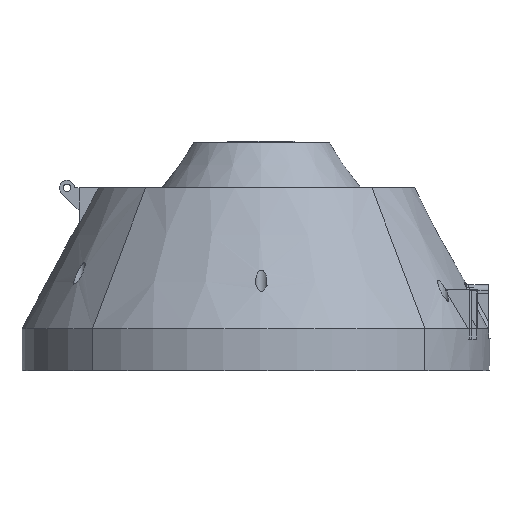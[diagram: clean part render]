
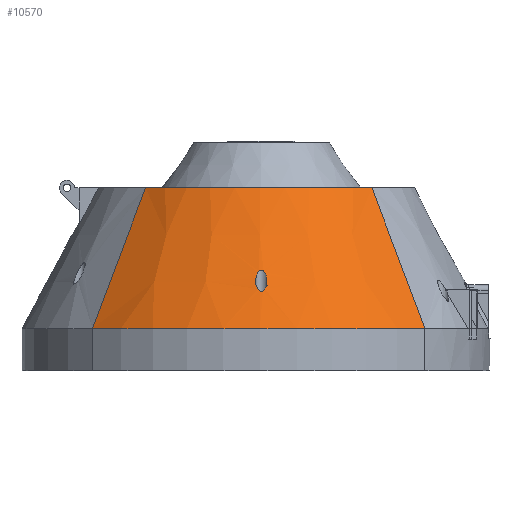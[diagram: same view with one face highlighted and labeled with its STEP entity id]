
A CAD part, left-side view. The second image highlights one B-rep face of the part: STEP entity #10570.
In plain terms, the highlighted conical face has half-angle 28.072 degrees and reference radius 130.619 mm.
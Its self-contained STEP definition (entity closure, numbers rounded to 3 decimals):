
#67=CONICAL_SURFACE('',#11575,130.619,0.49);
#97=(
BOUNDED_CURVE()
B_SPLINE_CURVE(2,(#18480,#18481,#18482),.UNSPECIFIED.,.F.,.F.)
B_SPLINE_CURVE_WITH_KNOTS((3,3),(0.,10.605),.UNSPECIFIED.)
CURVE()
GEOMETRIC_REPRESENTATION_ITEM()
RATIONAL_B_SPLINE_CURVE((1.,1.019,1.))
REPRESENTATION_ITEM('')
);
#100=(
BOUNDED_CURVE()
B_SPLINE_CURVE(2,(#18493,#18494,#18495),.UNSPECIFIED.,.F.,.F.)
B_SPLINE_CURVE_WITH_KNOTS((3,3),(0.,10.605),
 .UNSPECIFIED.)
CURVE()
GEOMETRIC_REPRESENTATION_ITEM()
RATIONAL_B_SPLINE_CURVE((1.,1.019,1.))
REPRESENTATION_ITEM('')
);
#258=B_SPLINE_CURVE_WITH_KNOTS('',3,(#18498,#18499,#18500,#18501,#18502,
#18503,#18504,#18505,#18506,#18507,#18508,#18509,#18510,#18511),
 .UNSPECIFIED.,.F.,.F.,(4,2,2,2,2,2,4),(-1.839,-1.522,
-1.217,-1.056,-0.961,-0.893,
-0.852),.UNSPECIFIED.);
#259=B_SPLINE_CURVE_WITH_KNOTS('',3,(#18512,#18513,#18514,#18515,#18516,
#18517,#18518,#18519,#18520,#18521,#18522,#18523,#18524,#18525,#18526,#18527,
#18528,#18529,#18530,#18531,#18532,#18533,#18534,#18535,#18536,#18537,#18538,
#18539,#18540,#18541,#18542,#18543,#18544),.UNSPECIFIED.,.F.,.F.,(4,2,2,
2,2,3,2,2,2,2,2,2,2,2,2,4),(-0.852,-0.826,-0.748,
-0.632,-0.413,0.107,0.278,
0.556,0.781,0.847,0.914,
0.98,1.047,1.272,1.55,1.721),
 .UNSPECIFIED.);
#488=FACE_BOUND('',#1916,.T.);
#1240=FACE_OUTER_BOUND('',#1915,.T.);
#1915=EDGE_LOOP('',(#9103,#9104,#9105,#9106));
#1916=EDGE_LOOP('',(#9107,#9108));
#4135=CIRCLE('',#11570,155.571);
#4137=CIRCLE('',#11574,105.667);
#5054=VERTEX_POINT('',#18470);
#5055=VERTEX_POINT('',#18472);
#5057=VERTEX_POINT('',#18479);
#5058=VERTEX_POINT('',#18487);
#5059=VERTEX_POINT('',#18496);
#5060=VERTEX_POINT('',#18497);
#6450=EDGE_CURVE('',#5054,#5055,#4135,.T.);
#6454=EDGE_CURVE('',#5057,#5055,#97,.T.);
#6456=EDGE_CURVE('',#5058,#5057,#4137,.T.);
#6458=EDGE_CURVE('',#5054,#5058,#100,.T.);
#6459=EDGE_CURVE('',#5059,#5060,#258,.T.);
#6460=EDGE_CURVE('',#5060,#5059,#259,.T.);
#9103=ORIENTED_EDGE('',*,*,#6454,.T.);
#9104=ORIENTED_EDGE('',*,*,#6450,.F.);
#9105=ORIENTED_EDGE('',*,*,#6458,.T.);
#9106=ORIENTED_EDGE('',*,*,#6456,.T.);
#9107=ORIENTED_EDGE('',*,*,#6459,.T.);
#9108=ORIENTED_EDGE('',*,*,#6460,.T.);
#10570=ADVANCED_FACE('',(#1240,#488),#67,.T.);
#11570=AXIS2_PLACEMENT_3D('',#18473,#14038,#14039);
#11574=AXIS2_PLACEMENT_3D('',#18488,#14048,#14049);
#11575=AXIS2_PLACEMENT_3D('',#18492,#14050,#14051);
#14038=DIRECTION('center_axis',(0.,0.,-1.));
#14039=DIRECTION('ref_axis',(1.,0.,0.));
#14048=DIRECTION('center_axis',(0.,0.,-1.));
#14049=DIRECTION('ref_axis',(1.,0.,0.));
#14050=DIRECTION('center_axis',(0.,0.,-1.));
#14051=DIRECTION('ref_axis',(0.,1.,0.));
#18470=CARTESIAN_POINT('',(-108.722,-108.722,-120.));
#18472=CARTESIAN_POINT('',(-112.258,112.258,-120.));
#18473=CARTESIAN_POINT('Origin',(-1.,3.521,-120.));
#18479=CARTESIAN_POINT('',(-76.967,76.967,-26.429));
#18480=CARTESIAN_POINT('Ctrl Pts',(-76.967,76.967,-26.429));
#18481=CARTESIAN_POINT('Ctrl Pts',(-91.242,91.242,-64.276));
#18482=CARTESIAN_POINT('Ctrl Pts',(-112.258,112.258,-120.));
#18487=CARTESIAN_POINT('',(-73.423,-73.423,-26.429));
#18488=CARTESIAN_POINT('Origin',(-1.,3.521,-26.429));
#18492=CARTESIAN_POINT('Origin',(-1.,3.521,-73.215));
#18493=CARTESIAN_POINT('Ctrl Pts',(-108.722,-108.722,-120.));
#18494=CARTESIAN_POINT('Ctrl Pts',(-87.701,-87.701,
-64.272));
#18495=CARTESIAN_POINT('Ctrl Pts',(-73.423,-73.423,
-26.429));
#18496=CARTESIAN_POINT('',(-140.037,3.715,-89.));
#18497=CARTESIAN_POINT('',(-135.777,0.,-81.097));
#18498=CARTESIAN_POINT('Ctrl Pts',(-140.037,3.715,-89.));
#18499=CARTESIAN_POINT('Ctrl Pts',(-139.513,3.787,-88.018));
#18500=CARTESIAN_POINT('Ctrl Pts',(-138.973,3.748,-87.003));
#18501=CARTESIAN_POINT('Ctrl Pts',(-137.952,3.443,-85.09));
#18502=CARTESIAN_POINT('Ctrl Pts',(-137.425,3.17,-84.101));
#18503=CARTESIAN_POINT('Ctrl Pts',(-136.715,2.504,-82.777));
#18504=CARTESIAN_POINT('Ctrl Pts',(-136.466,2.208,-82.315));
#18505=CARTESIAN_POINT('Ctrl Pts',(-136.138,1.624,-81.712));
#18506=CARTESIAN_POINT('Ctrl Pts',(-136.025,1.374,-81.508));
#18507=CARTESIAN_POINT('Ctrl Pts',(-135.876,0.885,
-81.246));
#18508=CARTESIAN_POINT('Ctrl Pts',(-135.828,0.662,
-81.164));
#18509=CARTESIAN_POINT('Ctrl Pts',(-135.785,0.284,
-81.099));
#18510=CARTESIAN_POINT('Ctrl Pts',(-135.777,0.142,
-81.09));
#18511=CARTESIAN_POINT('Ctrl Pts',(-135.777,0.,
-81.097));
#18512=CARTESIAN_POINT('Ctrl Pts',(-135.777,0.,
-81.097));
#18513=CARTESIAN_POINT('Ctrl Pts',(-135.777,-0.088,
-81.102));
#18514=CARTESIAN_POINT('Ctrl Pts',(-135.78,-0.177,
-81.112));
#18515=CARTESIAN_POINT('Ctrl Pts',(-135.805,-0.536,
-81.179));
#18516=CARTESIAN_POINT('Ctrl Pts',(-135.853,-0.789,
-81.283));
#18517=CARTESIAN_POINT('Ctrl Pts',(-136.015,-1.362,
-81.622));
#18518=CARTESIAN_POINT('Ctrl Pts',(-136.151,-1.657,-81.897));
#18519=CARTESIAN_POINT('Ctrl Pts',(-136.571,-2.37,
-82.738));
#18520=CARTESIAN_POINT('Ctrl Pts',(-136.915,-2.723,
-83.413));
#18521=CARTESIAN_POINT('Ctrl Pts',(-138.039,-3.583,
-85.595));
#18522=CARTESIAN_POINT('Ctrl Pts',(-138.984,-3.811,
-87.389));
#18523=CARTESIAN_POINT('Ctrl Pts',(-139.848,-3.736,
-89.));
#18524=CARTESIAN_POINT('Ctrl Pts',(-140.133,-3.712,-89.531));
#18525=CARTESIAN_POINT('Ctrl Pts',(-140.428,-3.653,-90.077));
#18526=CARTESIAN_POINT('Ctrl Pts',(-141.194,-3.396,
-91.488));
#18527=CARTESIAN_POINT('Ctrl Pts',(-141.663,-3.133,
-92.341));
#18528=CARTESIAN_POINT('Ctrl Pts',(-142.406,-2.445,
-93.676));
#18529=CARTESIAN_POINT('Ctrl Pts',(-142.781,-1.968,
-94.341));
#18530=CARTESIAN_POINT('Ctrl Pts',(-143.084,-1.202,
-94.859));
#18531=CARTESIAN_POINT('Ctrl Pts',(-143.149,-0.996,
-94.969));
#18532=CARTESIAN_POINT('Ctrl Pts',(-143.243,-0.553,
-95.119));
#18533=CARTESIAN_POINT('Ctrl Pts',(-143.27,-0.317,
-95.157));
#18534=CARTESIAN_POINT('Ctrl Pts',(-143.281,0.127,
-95.157));
#18535=CARTESIAN_POINT('Ctrl Pts',(-143.266,0.364,
-95.119));
#18536=CARTESIAN_POINT('Ctrl Pts',(-143.195,0.81,
-94.969));
#18537=CARTESIAN_POINT('Ctrl Pts',(-143.14,1.02,-94.859));
#18538=CARTESIAN_POINT('Ctrl Pts',(-142.877,1.8,-94.341));
#18539=CARTESIAN_POINT('Ctrl Pts',(-142.527,2.296,-93.676));
#18540=CARTESIAN_POINT('Ctrl Pts',(-141.819,3.02,-92.341));
#18541=CARTESIAN_POINT('Ctrl Pts',(-141.365,3.307,-91.488));
#18542=CARTESIAN_POINT('Ctrl Pts',(-140.612,3.603,-90.077));
#18543=CARTESIAN_POINT('Ctrl Pts',(-140.321,3.676,-89.531));
#18544=CARTESIAN_POINT('Ctrl Pts',(-140.037,3.715,-89.));
